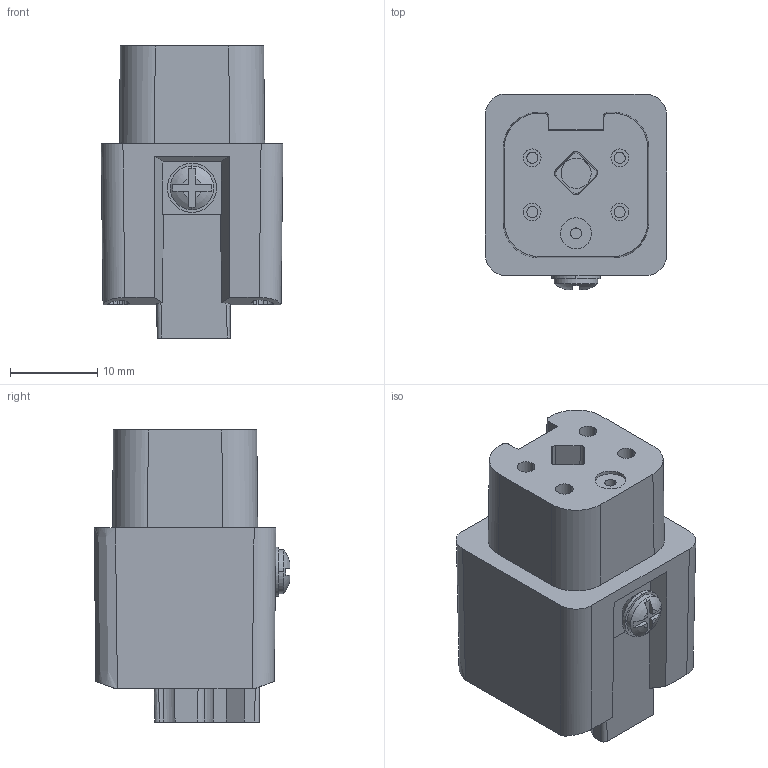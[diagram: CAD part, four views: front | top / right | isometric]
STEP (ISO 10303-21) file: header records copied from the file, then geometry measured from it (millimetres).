
FILE_DESCRIPTION(('HOOPS Exchange Step'),'2;1');
FILE_NAME('export-921A2C9A-119D-48D6-A3DC-EA056EE32BE3.stp','2023-01-31T12:31:38+01:00',('Engineering'),('Alibre'),'HOOPS Exchange 2021.0','Alibre','Unknown authorisation');
FILE_SCHEMA( ('AP242_MANAGED_MODEL_BASED_3D_ENGINEERING_MIM_LF {1 0 10303 442 1 1 4 }') );
Length unit declared in the file: millimetre
Products named in the file (2): 6240-1 Contact insert - HC-A04-I-PT-M - 1585281 - (4+PE) Female; 6240 Contact insert - HC-A04-I-PT-M - 1585281 - (4+PE) Female
Assembly tree (1 placements, depth 2):
  6240 Contact insert - HC-A04-I-PT-M - 1585281 - (4+PE) Female
    6240-1 Contact insert - HC-A04-I-PT-M - 1585281 - (4+PE) Female
Bounding box: 20.8 x 22.39 x 33.4 mm (x, y, z)
Volume: 9721.9 mm3; surface area: 4292.5 mm2
Topology: 1 solids, 1 shells, 425 faces, 1206 edges, 808 vertices
Faces by surface type: plane 236, cylinder 93, cone 68, bspline 26, sphere 2
Entity records: 21832 total; most frequent: CARTESIAN_POINT 10874, ORIENTED_EDGE 2412, DIRECTION 2039, EDGE_CURVE 1206, VERTEX_POINT 808, VECTOR 699, LINE 699, AXIS2_PLACEMENT_3D 670
